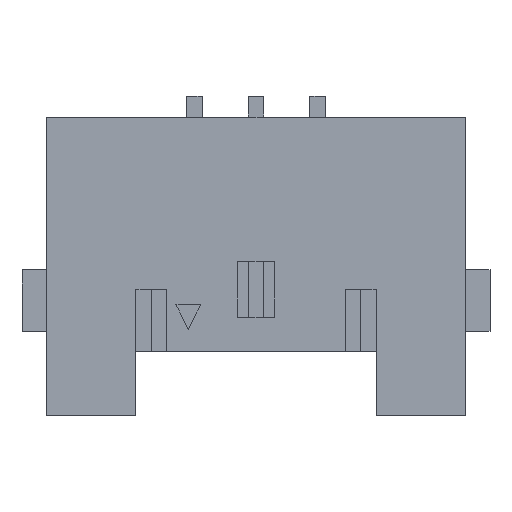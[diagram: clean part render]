
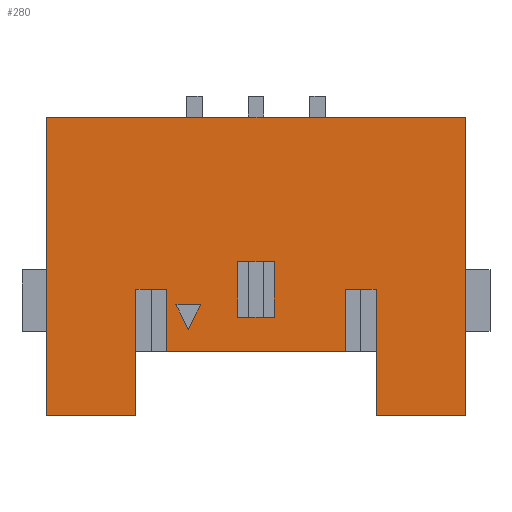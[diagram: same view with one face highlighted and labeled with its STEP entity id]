
A CAD part, top view. The second image highlights one B-rep face of the part: STEP entity #280.
In plain terms, the highlighted planar face has unit normal (0, 0, 1).
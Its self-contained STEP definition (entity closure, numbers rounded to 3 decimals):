
#280=ADVANCED_FACE('',(#615,#616,#617),#463,.T.);
#463=PLANE('',#3804);
#615=FACE_BOUND('',#646,.T.);
#616=FACE_BOUND('',#647,.T.);
#617=FACE_BOUND('',#648,.T.);
#646=EDGE_LOOP('',(#962,#963,#964));
#647=EDGE_LOOP('',(#965,#966,#967,#968));
#648=EDGE_LOOP('',(#969,#970,#971,#972,#973,#974,#975,#976,#977,#978,#979,
#980));
#962=ORIENTED_EDGE('',*,*,#2367,.F.);
#963=ORIENTED_EDGE('',*,*,#2368,.F.);
#964=ORIENTED_EDGE('',*,*,#2369,.F.);
#965=ORIENTED_EDGE('',*,*,#2370,.F.);
#966=ORIENTED_EDGE('',*,*,#2371,.F.);
#967=ORIENTED_EDGE('',*,*,#2372,.F.);
#968=ORIENTED_EDGE('',*,*,#2373,.F.);
#969=ORIENTED_EDGE('',*,*,#2374,.F.);
#970=ORIENTED_EDGE('',*,*,#2375,.F.);
#971=ORIENTED_EDGE('',*,*,#2376,.F.);
#972=ORIENTED_EDGE('',*,*,#2377,.F.);
#973=ORIENTED_EDGE('',*,*,#2378,.F.);
#974=ORIENTED_EDGE('',*,*,#2379,.F.);
#975=ORIENTED_EDGE('',*,*,#2380,.F.);
#976=ORIENTED_EDGE('',*,*,#2338,.F.);
#977=ORIENTED_EDGE('',*,*,#2328,.F.);
#978=ORIENTED_EDGE('',*,*,#2381,.T.);
#979=ORIENTED_EDGE('',*,*,#2320,.T.);
#980=ORIENTED_EDGE('',*,*,#2333,.F.);
#1959=VERTEX_POINT('',#5101);
#1960=VERTEX_POINT('',#5103);
#1963=VERTEX_POINT('',#5110);
#1967=VERTEX_POINT('',#5118);
#1971=VERTEX_POINT('',#5128);
#1974=VERTEX_POINT('',#5138);
#1999=VERTEX_POINT('',#5195);
#2000=VERTEX_POINT('',#5196);
#2001=VERTEX_POINT('',#5198);
#2002=VERTEX_POINT('',#5201);
#2003=VERTEX_POINT('',#5202);
#2004=VERTEX_POINT('',#5204);
#2005=VERTEX_POINT('',#5206);
#2006=VERTEX_POINT('',#5209);
#2007=VERTEX_POINT('',#5211);
#2008=VERTEX_POINT('',#5213);
#2009=VERTEX_POINT('',#5215);
#2010=VERTEX_POINT('',#5217);
#2011=VERTEX_POINT('',#5219);
#2320=EDGE_CURVE('',#1960,#1959,#2856,.T.);
#2328=EDGE_CURVE('',#1967,#1963,#2864,.T.);
#2333=EDGE_CURVE('',#1971,#1959,#2869,.T.);
#2338=EDGE_CURVE('',#1963,#1974,#2874,.T.);
#2367=EDGE_CURVE('',#1999,#2000,#2903,.T.);
#2368=EDGE_CURVE('',#2001,#1999,#2904,.T.);
#2369=EDGE_CURVE('',#2000,#2001,#2905,.T.);
#2370=EDGE_CURVE('',#2002,#2003,#2906,.T.);
#2371=EDGE_CURVE('',#2004,#2002,#2907,.T.);
#2372=EDGE_CURVE('',#2005,#2004,#2908,.T.);
#2373=EDGE_CURVE('',#2003,#2005,#2909,.T.);
#2374=EDGE_CURVE('',#2006,#1971,#2910,.T.);
#2375=EDGE_CURVE('',#2007,#2006,#2911,.T.);
#2376=EDGE_CURVE('',#2008,#2007,#2912,.T.);
#2377=EDGE_CURVE('',#2009,#2008,#2913,.T.);
#2378=EDGE_CURVE('',#2010,#2009,#2914,.T.);
#2379=EDGE_CURVE('',#2011,#2010,#2915,.T.);
#2380=EDGE_CURVE('',#1974,#2011,#2916,.T.);
#2381=EDGE_CURVE('',#1967,#1960,#2917,.T.);
#2856=LINE('',#5102,#3360);
#2864=LINE('',#5119,#3368);
#2869=LINE('',#5129,#3373);
#2874=LINE('',#5137,#3378);
#2903=LINE('',#5194,#3407);
#2904=LINE('',#5197,#3408);
#2905=LINE('',#5199,#3409);
#2906=LINE('',#5200,#3410);
#2907=LINE('',#5203,#3411);
#2908=LINE('',#5205,#3412);
#2909=LINE('',#5207,#3413);
#2910=LINE('',#5208,#3414);
#2911=LINE('',#5210,#3415);
#2912=LINE('',#5212,#3416);
#2913=LINE('',#5214,#3417);
#2914=LINE('',#5216,#3418);
#2915=LINE('',#5218,#3419);
#2916=LINE('',#5220,#3420);
#2917=LINE('',#5221,#3421);
#3360=VECTOR('',#4108,1.);
#3368=VECTOR('',#4118,1.);
#3373=VECTOR('',#4125,1.);
#3378=VECTOR('',#4132,1.);
#3407=VECTOR('',#4167,1.);
#3408=VECTOR('',#4168,1.);
#3409=VECTOR('',#4169,1.);
#3410=VECTOR('',#4170,1.);
#3411=VECTOR('',#4171,1.);
#3412=VECTOR('',#4172,1.);
#3413=VECTOR('',#4173,1.);
#3414=VECTOR('',#4174,1.);
#3415=VECTOR('',#4175,1.);
#3416=VECTOR('',#4176,1.);
#3417=VECTOR('',#4177,1.);
#3418=VECTOR('',#4178,1.);
#3419=VECTOR('',#4179,1.);
#3420=VECTOR('',#4180,1.);
#3421=VECTOR('',#4181,1.);
#3804=AXIS2_PLACEMENT_3D('',#5222,#4182,#4183);
#4108=DIRECTION('',(0.,-1.,0.));
#4118=DIRECTION('',(0.,-1.,0.));
#4125=DIRECTION('',(-1.,0.,0.));
#4132=DIRECTION('',(-1.,0.,0.));
#4167=DIRECTION('',(0.447,-0.894,0.));
#4168=DIRECTION('',(-1.,0.,0.));
#4169=DIRECTION('',(0.447,0.894,0.));
#4170=DIRECTION('',(0.,-1.,0.));
#4171=DIRECTION('',(-1.,0.,0.));
#4172=DIRECTION('',(0.,1.,0.));
#4173=DIRECTION('',(1.,0.,0.));
#4174=DIRECTION('',(0.,-1.,0.));
#4175=DIRECTION('',(-1.,0.,0.));
#4176=DIRECTION('',(0.,1.,0.));
#4177=DIRECTION('',(-1.,0.,0.));
#4178=DIRECTION('',(0.,-1.,0.));
#4179=DIRECTION('',(-1.,0.,0.));
#4180=DIRECTION('',(0.,1.,0.));
#4181=DIRECTION('',(-1.,0.,0.));
#4182=DIRECTION('',(0.,0.,1.));
#4183=DIRECTION('',(1.,0.,0.));
#5101=CARTESIAN_POINT('',(-4.4,2.05,1.42));
#5102=CARTESIAN_POINT('',(-4.4,6.9,1.42));
#5103=CARTESIAN_POINT('',(-4.4,6.9,1.42));
#5110=CARTESIAN_POINT('',(2.4,2.05,1.42));
#5118=CARTESIAN_POINT('',(2.4,6.9,1.42));
#5119=CARTESIAN_POINT('',(2.4,6.9,1.42));
#5128=CARTESIAN_POINT('',(-2.95,2.05,1.42));
#5129=CARTESIAN_POINT('',(2.4,2.05,1.42));
#5137=CARTESIAN_POINT('',(2.4,2.05,1.42));
#5138=CARTESIAN_POINT('',(0.95,2.05,1.42));
#5194=CARTESIAN_POINT('',(-2.3,3.85,1.42));
#5195=CARTESIAN_POINT('',(-2.3,3.85,1.42));
#5196=CARTESIAN_POINT('',(-2.1,3.45,1.42));
#5197=CARTESIAN_POINT('',(-1.9,3.85,1.42));
#5198=CARTESIAN_POINT('',(-1.9,3.85,1.42));
#5199=CARTESIAN_POINT('',(-2.1,3.45,1.42));
#5200=CARTESIAN_POINT('',(-1.3,4.55,1.42));
#5201=CARTESIAN_POINT('',(-1.3,4.55,1.42));
#5202=CARTESIAN_POINT('',(-1.3,3.65,1.42));
#5203=CARTESIAN_POINT('',(-0.7,4.55,1.42));
#5204=CARTESIAN_POINT('',(-0.7,4.55,1.42));
#5205=CARTESIAN_POINT('',(-0.7,3.65,1.42));
#5206=CARTESIAN_POINT('',(-0.7,3.65,1.42));
#5207=CARTESIAN_POINT('',(-1.3,3.65,1.42));
#5208=CARTESIAN_POINT('',(-2.95,4.1,1.42));
#5209=CARTESIAN_POINT('',(-2.95,4.1,1.42));
#5210=CARTESIAN_POINT('',(-2.45,4.1,1.42));
#5211=CARTESIAN_POINT('',(-2.45,4.1,1.42));
#5212=CARTESIAN_POINT('',(-2.45,3.1,1.42));
#5213=CARTESIAN_POINT('',(-2.45,3.1,1.42));
#5214=CARTESIAN_POINT('',(0.45,3.1,1.42));
#5215=CARTESIAN_POINT('',(0.45,3.1,1.42));
#5216=CARTESIAN_POINT('',(0.45,4.1,1.42));
#5217=CARTESIAN_POINT('',(0.45,4.1,1.42));
#5218=CARTESIAN_POINT('',(0.95,4.1,1.42));
#5219=CARTESIAN_POINT('',(0.95,4.1,1.42));
#5220=CARTESIAN_POINT('',(0.95,2.05,1.42));
#5221=CARTESIAN_POINT('',(2.4,6.9,1.42));
#5222=CARTESIAN_POINT('',(2.4,6.9,1.42));
